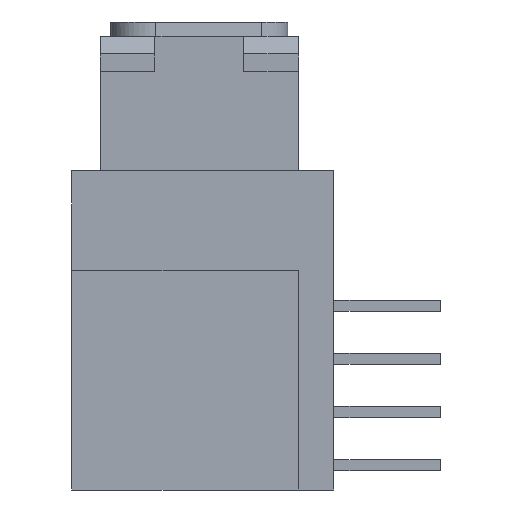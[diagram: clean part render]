
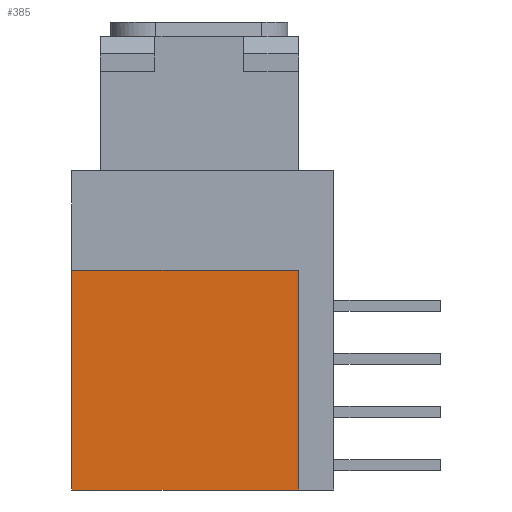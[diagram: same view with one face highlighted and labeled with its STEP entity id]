
A CAD part, left-side view. The second image highlights one B-rep face of the part: STEP entity #385.
In plain terms, the highlighted planar face has unit normal (-1, 0, 0).
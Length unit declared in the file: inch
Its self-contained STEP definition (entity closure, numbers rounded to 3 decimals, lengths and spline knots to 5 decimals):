
#385=ADVANCED_FACE('',(#954),#663,.T.);
#663=PLANE('',#5385);
#954=FACE_OUTER_BOUND('',#1264,.T.);
#1264=EDGE_LOOP('',(#2540,#2541,#2542,#2543));
#2540=ORIENTED_EDGE('',*,*,#4206,.F.);
#2541=ORIENTED_EDGE('',*,*,#4207,.F.);
#2542=ORIENTED_EDGE('',*,*,#4205,.T.);
#2543=ORIENTED_EDGE('',*,*,#4064,.T.);
#3354=VERTEX_POINT('',#8690);
#3355=VERTEX_POINT('',#8695);
#3463=VERTEX_POINT('',#9434);
#3464=VERTEX_POINT('',#9444);
#4064=EDGE_CURVE('',#3355,#3354,#4877,.T.);
#4205=EDGE_CURVE('',#3463,#3355,#5018,.T.);
#4206=EDGE_CURVE('',#3464,#3354,#5019,.T.);
#4207=EDGE_CURVE('',#3463,#3464,#5020,.T.);
#4877=B_SPLINE_CURVE_WITH_KNOTS('',3,(#8691,#8692,#8693,#8694),.UNSPECIFIED.,
.F.,.F.,(4,4),(0.,1.),.UNSPECIFIED.);
#5018=B_SPLINE_CURVE_WITH_KNOTS('',3,(#9435,#9436,#9437,#9438),.UNSPECIFIED.,
.F.,.F.,(4,4),(0.,1.),.UNSPECIFIED.);
#5019=B_SPLINE_CURVE_WITH_KNOTS('',3,(#9440,#9441,#9442,#9443),.UNSPECIFIED.,
.F.,.F.,(4,4),(0.,1.),.UNSPECIFIED.);
#5020=B_SPLINE_CURVE_WITH_KNOTS('',3,(#9445,#9446,#9447,#9448),.UNSPECIFIED.,
.F.,.F.,(4,4),(0.,1.),.UNSPECIFIED.);
#5385=AXIS2_PLACEMENT_3D('',#9449,#5899,#5900);
#5899=DIRECTION('',(-1.,0.,0.));
#5900=DIRECTION('',(0.,0.,1.));
#8690=CARTESIAN_POINT('',(-0.5,0.37,0.1625));
#8691=CARTESIAN_POINT('',(-0.5,0.05,0.1625));
#8692=CARTESIAN_POINT('',(-0.5,0.15667,0.1625));
#8693=CARTESIAN_POINT('',(-0.5,0.26333,0.1625));
#8694=CARTESIAN_POINT('',(-0.5,0.37,0.1625));
#8695=CARTESIAN_POINT('',(-0.5,0.05,0.1625));
#9434=CARTESIAN_POINT('',(-0.5,0.05,-0.1475));
#9435=CARTESIAN_POINT('',(-0.5,0.05,-0.1475));
#9436=CARTESIAN_POINT('',(-0.5,0.05,-0.04417));
#9437=CARTESIAN_POINT('',(-0.5,0.05,0.05917));
#9438=CARTESIAN_POINT('',(-0.5,0.05,0.1625));
#9440=CARTESIAN_POINT('',(-0.5,0.37,-0.1475));
#9441=CARTESIAN_POINT('',(-0.5,0.37,-0.04417));
#9442=CARTESIAN_POINT('',(-0.5,0.37,0.05917));
#9443=CARTESIAN_POINT('',(-0.5,0.37,0.1625));
#9444=CARTESIAN_POINT('',(-0.5,0.37,-0.1475));
#9445=CARTESIAN_POINT('',(-0.5,0.05,-0.1475));
#9446=CARTESIAN_POINT('',(-0.5,0.15667,-0.1475));
#9447=CARTESIAN_POINT('',(-0.5,0.26333,-0.1475));
#9448=CARTESIAN_POINT('',(-0.5,0.37,-0.1475));
#9449=CARTESIAN_POINT('',(-0.5,-0.11,-0.3025));
